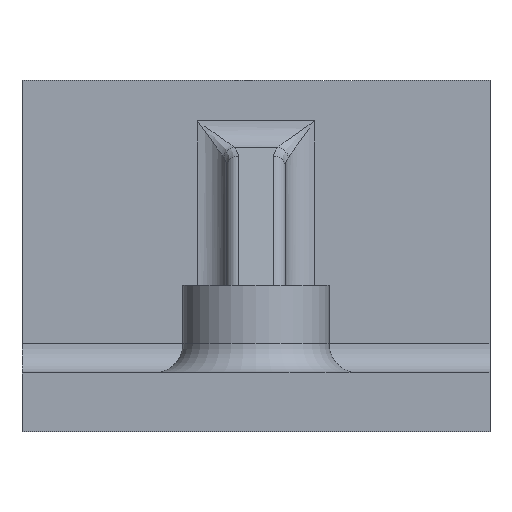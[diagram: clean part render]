
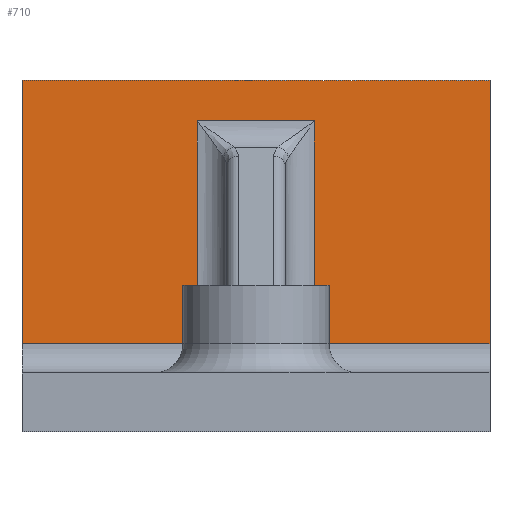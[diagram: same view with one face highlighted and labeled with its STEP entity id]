
A CAD part, front view. The second image highlights one B-rep face of the part: STEP entity #710.
In plain terms, the highlighted planar face has unit normal (0, -1, 0).
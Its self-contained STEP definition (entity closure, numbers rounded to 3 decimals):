
#26=PLANE('',#797);
#51=LINE('',#1228,#101);
#57=LINE('',#1402,#107);
#62=LINE('',#1460,#112);
#64=LINE('',#1465,#114);
#67=LINE('',#1478,#117);
#68=LINE('',#1483,#118);
#69=LINE('',#1485,#119);
#70=LINE('',#1486,#120);
#101=VECTOR('',#865,10.);
#107=VECTOR('',#897,10.);
#112=VECTOR('',#920,10.);
#114=VECTOR('',#926,10.);
#117=VECTOR('',#941,10.);
#118=VECTOR('',#948,10.);
#119=VECTOR('',#949,10.);
#120=VECTOR('',#950,10.);
#186=FACE_OUTER_BOUND('',#232,.T.);
#232=EDGE_LOOP('',(#562,#563,#564,#565,#566,#567,#568,#569));
#312=VERTEX_POINT('',#1220);
#314=VERTEX_POINT('',#1226);
#326=VERTEX_POINT('',#1398);
#333=VERTEX_POINT('',#1457);
#334=VERTEX_POINT('',#1459);
#339=VERTEX_POINT('',#1476);
#340=VERTEX_POINT('',#1482);
#341=VERTEX_POINT('',#1484);
#380=EDGE_CURVE('',#314,#312,#51,.T.);
#399=EDGE_CURVE('',#312,#326,#57,.T.);
#410=EDGE_CURVE('',#333,#334,#62,.T.);
#413=EDGE_CURVE('',#326,#333,#64,.T.);
#420=EDGE_CURVE('',#339,#314,#67,.T.);
#422=EDGE_CURVE('',#339,#340,#68,.T.);
#423=EDGE_CURVE('',#341,#340,#69,.T.);
#424=EDGE_CURVE('',#334,#341,#70,.T.);
#562=ORIENTED_EDGE('',*,*,#410,.F.);
#563=ORIENTED_EDGE('',*,*,#413,.F.);
#564=ORIENTED_EDGE('',*,*,#399,.F.);
#565=ORIENTED_EDGE('',*,*,#380,.F.);
#566=ORIENTED_EDGE('',*,*,#420,.F.);
#567=ORIENTED_EDGE('',*,*,#422,.T.);
#568=ORIENTED_EDGE('',*,*,#423,.F.);
#569=ORIENTED_EDGE('',*,*,#424,.F.);
#710=ADVANCED_FACE('',(#186),#26,.T.);
#797=AXIS2_PLACEMENT_3D('',#1481,#946,#947);
#865=DIRECTION('',(0.,0.,1.));
#897=DIRECTION('',(-1.,0.,0.));
#920=DIRECTION('',(-1.,0.,0.));
#926=DIRECTION('',(0.,0.,-1.));
#941=DIRECTION('',(-1.,0.,0.));
#946=DIRECTION('center_axis',(0.,-1.,0.));
#947=DIRECTION('ref_axis',(1.,0.,0.));
#948=DIRECTION('',(0.,0.,1.));
#949=DIRECTION('',(1.,0.,0.));
#950=DIRECTION('',(0.,0.,1.));
#1220=CARTESIAN_POINT('',(10.,50.,53.09));
#1226=CARTESIAN_POINT('',(10.,50.,15.));
#1228=CARTESIAN_POINT('',(10.,50.,7.768));
#1398=CARTESIAN_POINT('',(-10.,50.,53.09));
#1402=CARTESIAN_POINT('',(-20.,50.,53.09));
#1457=CARTESIAN_POINT('',(-10.,50.,15.));
#1459=CARTESIAN_POINT('',(-40.,50.,15.));
#1460=CARTESIAN_POINT('',(-20.,50.,15.));
#1465=CARTESIAN_POINT('',(-10.,50.,7.768));
#1476=CARTESIAN_POINT('',(40.,50.,15.));
#1478=CARTESIAN_POINT('',(-20.,50.,15.));
#1481=CARTESIAN_POINT('Origin',(-40.,50.,10.));
#1482=CARTESIAN_POINT('',(40.,50.,60.));
#1483=CARTESIAN_POINT('',(40.,50.,10.));
#1484=CARTESIAN_POINT('',(-40.,50.,60.));
#1485=CARTESIAN_POINT('',(-40.,50.,60.));
#1486=CARTESIAN_POINT('',(-40.,50.,10.));
